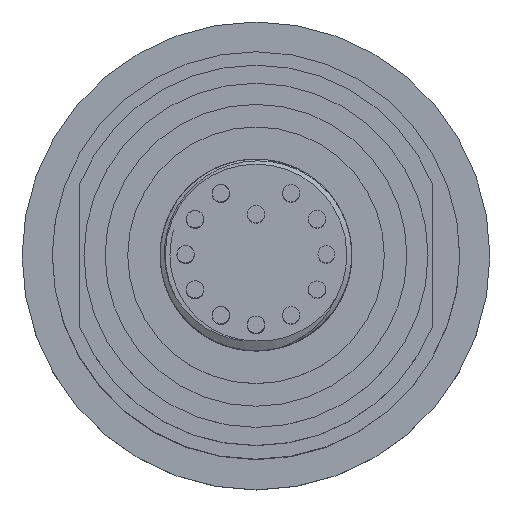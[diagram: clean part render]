
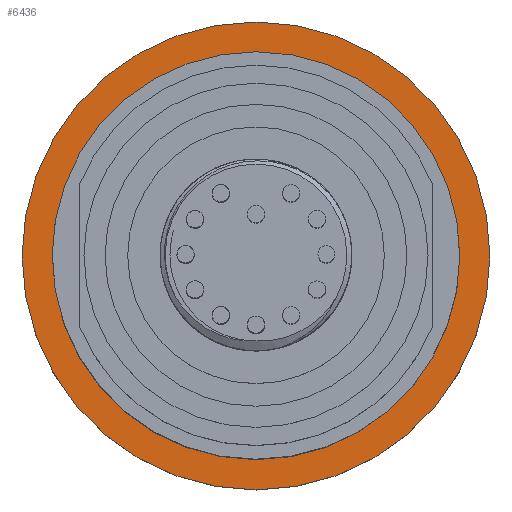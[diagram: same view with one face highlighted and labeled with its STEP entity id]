
A CAD part, top view. The second image highlights one B-rep face of the part: STEP entity #6436.
In plain terms, the highlighted planar face has unit normal (0, 0, 1).
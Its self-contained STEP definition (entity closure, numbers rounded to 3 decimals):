
#94=FACE_BOUND($,#2152,.T.);
#95=FACE_BOUND($,#2153,.T.);
#1300=PLANE($,#6724);
#1368=CIRCLE($,#6718,20.25);
#1371=CIRCLE($,#6723,23.25);
#2152=EDGE_LOOP($,(#5599));
#2153=EDGE_LOOP($,(#5600));
#3023=VERTEX_POINT($,#18557);
#3026=VERTEX_POINT($,#18565);
#3880=EDGE_CURVE($,#3023,#3023,#1368,.T.);
#3883=EDGE_CURVE($,#3026,#3026,#1371,.T.);
#5599=ORIENTED_EDGE($,*,*,#3880,.T.);
#5600=ORIENTED_EDGE($,*,*,#3883,.F.);
#6436=ADVANCED_FACE($,(#94,#95),#1300,.F.);
#6718=AXIS2_PLACEMENT_3D($,#18558,#7777,#7778);
#6723=AXIS2_PLACEMENT_3D($,#18566,#7787,#7788);
#6724=AXIS2_PLACEMENT_3D($,#18567,#7789,#7790);
#7777=DIRECTION('center_axis',(0.,0.,-1.));
#7778=DIRECTION('ref_axis',(-1.,0.,0.));
#7787=DIRECTION('center_axis',(0.,0.,-1.));
#7788=DIRECTION('ref_axis',(-1.,0.,0.));
#7789=DIRECTION('center_axis',(0.,0.,-1.));
#7790=DIRECTION('ref_axis',(-1.,0.,0.));
#18557=CARTESIAN_POINT('',(20.25,0.,19.2));
#18558=CARTESIAN_POINT('Origin',(0.,0.,19.2));
#18565=CARTESIAN_POINT('',(23.25,0.,19.2));
#18566=CARTESIAN_POINT('Origin',(0.,0.,19.2));
#18567=CARTESIAN_POINT('Origin',(0.,0.,19.2));
